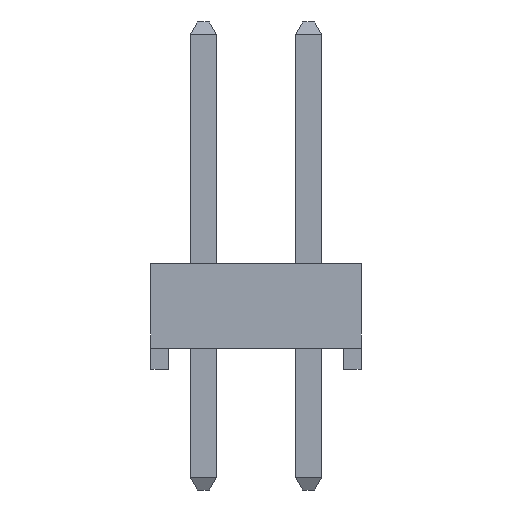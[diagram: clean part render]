
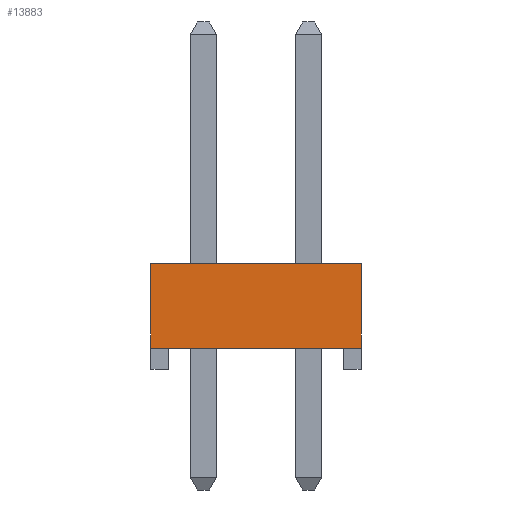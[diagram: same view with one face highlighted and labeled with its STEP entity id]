
A CAD part, left-side view. The second image highlights one B-rep face of the part: STEP entity #13883.
In plain terms, the highlighted planar face has unit normal (-1, 0, 0).
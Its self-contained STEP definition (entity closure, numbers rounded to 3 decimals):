
#117=FACE_OUTER_BOUND($,#1019,.T.);
#1019=EDGE_LOOP($,(#9098,#9099,#9100,#9101));
#1934=LINE($,#19679,#3898);
#1946=LINE($,#19704,#3910);
#1947=LINE($,#19705,#3911);
#1948=LINE($,#19706,#3912);
#3898=VECTOR($,#15903,5.08);
#3910=VECTOR($,#15917,5.08);
#3911=VECTOR($,#15918,2.032);
#3912=VECTOR($,#15919,2.032);
#5854=VERTEX_POINT($,#19676);
#5855=VERTEX_POINT($,#19678);
#5866=VERTEX_POINT($,#19702);
#5867=VERTEX_POINT($,#19703);
#7102=EDGE_CURVE($,#5854,#5855,#1934,.T.);
#7114=EDGE_CURVE($,#5866,#5867,#1946,.T.);
#7115=EDGE_CURVE($,#5855,#5867,#1947,.T.);
#7116=EDGE_CURVE($,#5866,#5854,#1948,.T.);
#9098=ORIENTED_EDGE($,*,*,#7114,.T.);
#9099=ORIENTED_EDGE($,*,*,#7115,.F.);
#9100=ORIENTED_EDGE($,*,*,#7102,.F.);
#9101=ORIENTED_EDGE($,*,*,#7116,.F.);
#12981=PLANE($,#14964);
#13883=ADVANCED_FACE($,(#117),#12981,.F.);
#14964=AXIS2_PLACEMENT_3D($,#19701,#15915,#15916);
#15903=DIRECTION($,(0.,1.,0.));
#15915=DIRECTION('center_axis',(1.,0.,0.));
#15916=DIRECTION('ref_axis',(0.,1.,0.));
#15917=DIRECTION($,(0.,1.,0.));
#15918=DIRECTION($,(0.,0.,1.));
#15919=DIRECTION($,(0.,0.,-1.));
#19676=CARTESIAN_POINT('',(-16.51,-2.54,0.508));
#19678=CARTESIAN_POINT('',(-16.51,2.54,0.508));
#19679=CARTESIAN_POINT($,(-16.51,0.,0.508));
#19701=CARTESIAN_POINT('Origin',(-16.51,0.,1.524));
#19702=CARTESIAN_POINT('',(-16.51,-2.54,2.54));
#19703=CARTESIAN_POINT('',(-16.51,2.54,2.54));
#19704=CARTESIAN_POINT($,(-16.51,0.,2.54));
#19705=CARTESIAN_POINT($,(-16.51,2.54,1.524));
#19706=CARTESIAN_POINT($,(-16.51,-2.54,1.524));
